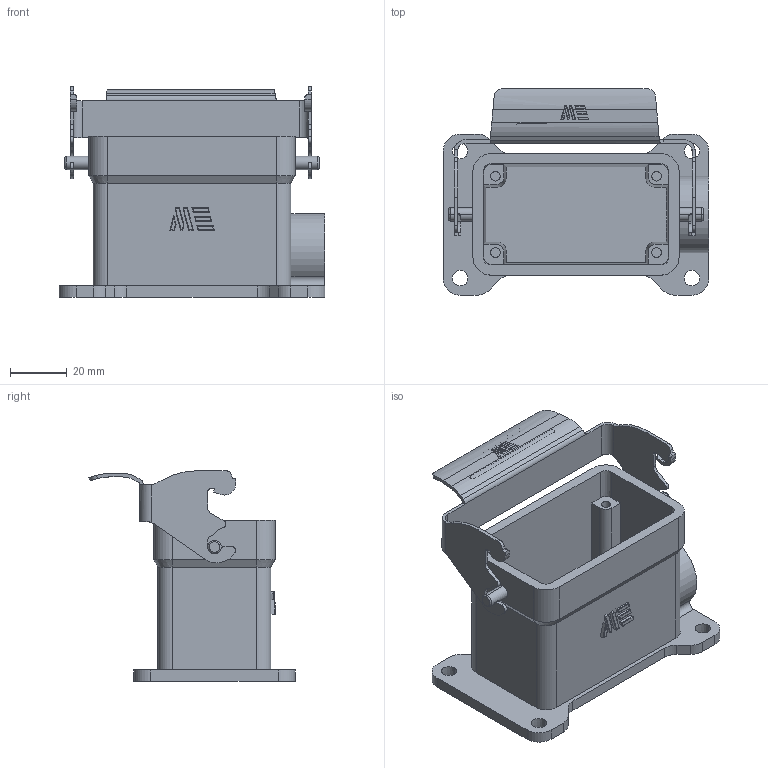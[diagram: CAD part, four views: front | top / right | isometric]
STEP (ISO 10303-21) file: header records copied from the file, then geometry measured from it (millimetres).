
FILE_DESCRIPTION (( 'STEP AP203' ), '1' );
FILE_NAME ('293513005S.step', '2025-02-12T17:53:22', ( '' ), ( '' ), 'SwSTEP 2.0', 'SolidWorks 2024', '' );
FILE_SCHEMA (( 'CONFIG_CONTROL_DESIGN' ));
Length unit declared in the file: inch
Products named in the file (1): 293513005S
Bounding box: 94 x 72.9 x 74.5 mm (x, y, z)
Volume: 64513.4 mm3; surface area: 41403.9 mm2
Topology: 1 solids, 1 shells, 355 faces, 939 edges, 603 vertices
Faces by surface type: cylinder 164, plane 149, bspline 22, cone 20
Entity records: 12142 total; most frequent: CARTESIAN_POINT 3494, ORIENTED_EDGE 1878, DIRECTION 1687, EDGE_CURVE 939, VERTEX_POINT 603, AXIS2_PLACEMENT_3D 565, LINE 557, VECTOR 557
